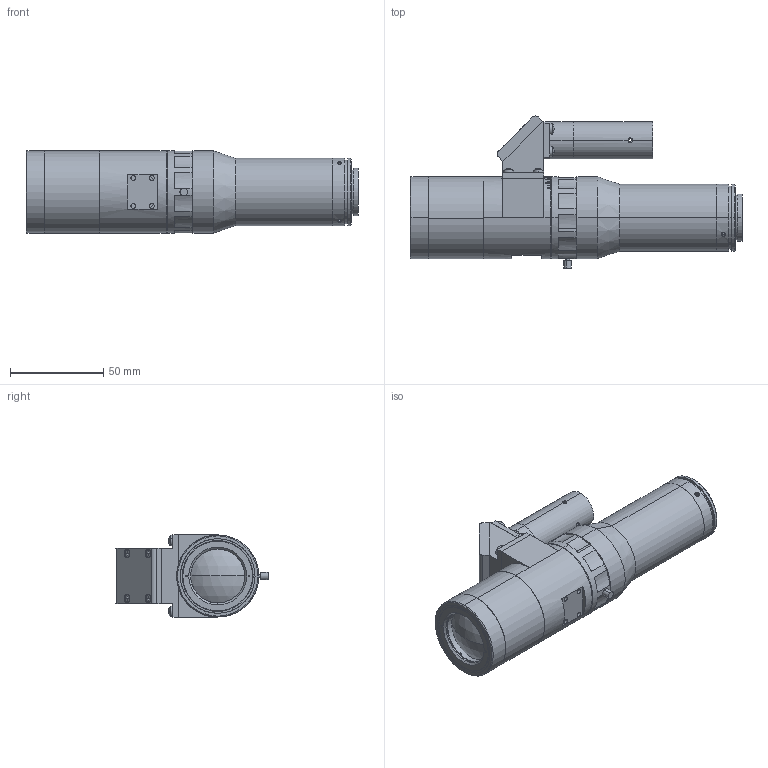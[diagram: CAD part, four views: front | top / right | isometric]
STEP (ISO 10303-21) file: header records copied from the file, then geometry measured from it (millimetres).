
FILE_DESCRIPTION (( 'STEP AP203' ), '1' );
FILE_NAME ('XF-10MDT4X65DZM-1C-VI.STEP', '2023-03-22T07:31:32', ( '' ), ( '' ), 'SwSTEP 2.0', 'SolidWorks 2022', '' );
FILE_SCHEMA (( 'CONFIG_CONTROL_DESIGN' ));
Length unit declared in the file: millimetre
Products named in the file (1): XF-10MDT4X65DZM-1C-VI
Bounding box: 177.94 x 81.55 x 44 mm (x, y, z)
Surface area: 42482 mm2 (no closed solid volume)
Topology: 0 solids, 40 shells, 421 faces, 1352 edges, 909 vertices
Faces by surface type: plane 237, cylinder 132, cone 33, sphere 18, bspline 1
Entity records: 16520 total; most frequent: CARTESIAN_POINT 4522, DIRECTION 2657, ORIENTED_EDGE 2131, EDGE_CURVE 1348, AXIS2_PLACEMENT_3D 988, VERTEX_POINT 909, VECTOR 681, LINE 681
